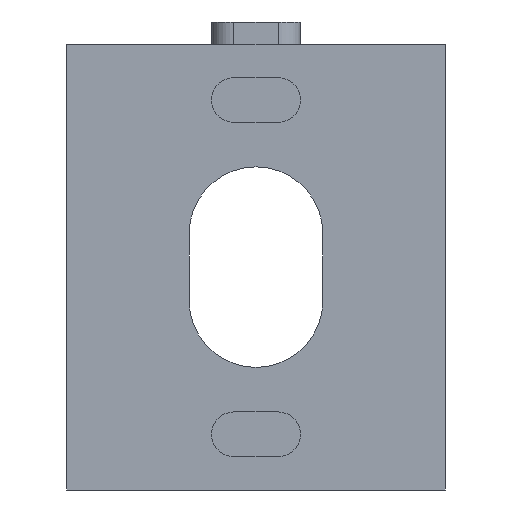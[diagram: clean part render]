
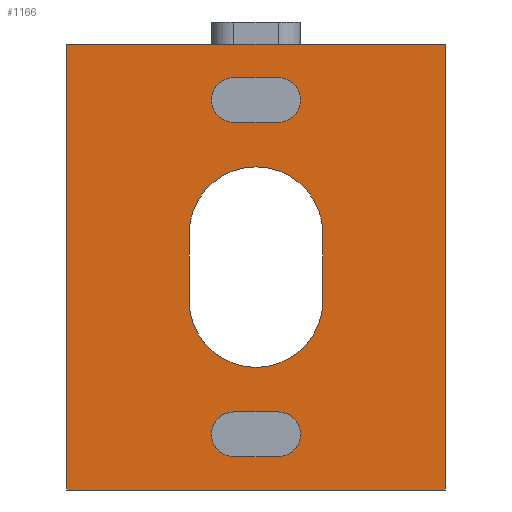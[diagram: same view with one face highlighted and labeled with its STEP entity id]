
A CAD part, front view. The second image highlights one B-rep face of the part: STEP entity #1166.
In plain terms, the highlighted planar face has unit normal (0, -1, 0).
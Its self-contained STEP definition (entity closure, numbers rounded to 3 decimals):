
#14 = EDGE_CURVE ( 'NONE', #494, #115, #938, .T. ) ;
#50 = VERTEX_POINT ( 'NONE', #722 ) ;
#54 = DIRECTION ( 'NONE',  ( 0., -1., 0. ) ) ;
#58 = ORIENTED_EDGE ( 'NONE', *, *, #1146, .T. ) ;
#72 = EDGE_LOOP ( 'NONE', ( #1318, #58, #331, #668 ) ) ;
#82 = EDGE_CURVE ( 'NONE', #212, #50, #623, .T. ) ;
#83 = LINE ( 'NONE', #1375, #223 ) ;
#92 = VERTEX_POINT ( 'NONE', #1379 ) ;
#94 = DIRECTION ( 'NONE',  ( 0., 0., 1. ) ) ;
#103 = AXIS2_PLACEMENT_3D ( 'NONE', #671, #562, #94 ) ;
#113 = VERTEX_POINT ( 'NONE', #610 ) ;
#115 = VERTEX_POINT ( 'NONE', #818 ) ;
#130 = VERTEX_POINT ( 'NONE', #842 ) ;
#138 = DIRECTION ( 'NONE',  ( 1., 0., 0. ) ) ;
#146 = EDGE_CURVE ( 'NONE', #1461, #979, #568, .T. ) ;
#160 = DIRECTION ( 'NONE',  ( -1., 0., 0. ) ) ;
#163 = DIRECTION ( 'NONE',  ( -1., 0., 0. ) ) ;
#177 = DIRECTION ( 'NONE',  ( 0., -1., 0. ) ) ;
#181 = CARTESIAN_POINT ( 'NONE',  ( 7.5, 0., -18.5 ) ) ;
#201 = CARTESIAN_POINT ( 'NONE',  ( 17., 0., 0. ) ) ;
#212 = VERTEX_POINT ( 'NONE', #332 ) ;
#223 = VECTOR ( 'NONE', #138, 1000. ) ;
#225 = CIRCLE ( 'NONE', #998, 1. ) ;
#245 = EDGE_CURVE ( 'NONE', #762, #113, #476, .T. ) ;
#270 = AXIS2_PLACEMENT_3D ( 'NONE', #274, #732, #1397 ) ;
#273 = CARTESIAN_POINT ( 'NONE',  ( 8.5, 0., -11.5 ) ) ;
#274 = CARTESIAN_POINT ( 'NONE',  ( 8.5, 0., -8.5 ) ) ;
#276 = DIRECTION ( 'NONE',  ( 0., 0., -1. ) ) ;
#298 = CARTESIAN_POINT ( 'NONE',  ( 7.5, 0., -2.5 ) ) ;
#310 = VERTEX_POINT ( 'NONE', #561 ) ;
#314 = DIRECTION ( 'NONE',  ( 0., 0., -1. ) ) ;
#331 = ORIENTED_EDGE ( 'NONE', *, *, #146, .F. ) ;
#332 = CARTESIAN_POINT ( 'NONE',  ( 11.5, 0., -8.5 ) ) ;
#347 = EDGE_CURVE ( 'NONE', #1181, #1326, #1396, .T. ) ;
#390 = VECTOR ( 'NONE', #276, 1000. ) ;
#405 = CIRCLE ( 'NONE', #1444, 3. ) ;
#409 = EDGE_LOOP ( 'NONE', ( #1341, #1093, #684, #1280 ) ) ;
#410 = CARTESIAN_POINT ( 'NONE',  ( 9.5, 0., -16.5 ) ) ;
#436 = VERTEX_POINT ( 'NONE', #1244 ) ;
#437 = CARTESIAN_POINT ( 'NONE',  ( 0., 0., 0. ) ) ;
#440 = DIRECTION ( 'NONE',  ( 0., 0., -1. ) ) ;
#444 = FACE_BOUND ( 'NONE', #1472, .T. ) ;
#465 = VERTEX_POINT ( 'NONE', #579 ) ;
#476 = LINE ( 'NONE', #650, #1335 ) ;
#479 = DIRECTION ( 'NONE',  ( 0., -1., 0. ) ) ;
#489 = EDGE_CURVE ( 'NONE', #853, #92, #1057, .T. ) ;
#494 = VERTEX_POINT ( 'NONE', #410 ) ;
#539 = CARTESIAN_POINT ( 'NONE',  ( 7.5, 0., -17.5 ) ) ;
#560 = CARTESIAN_POINT ( 'NONE',  ( 9.5, 0., -2.5 ) ) ;
#561 = CARTESIAN_POINT ( 'NONE',  ( 9.5, 0., -3.5 ) ) ;
#562 = DIRECTION ( 'NONE',  ( 0., 1., 0. ) ) ;
#563 = VECTOR ( 'NONE', #817, 1000. ) ;
#564 = FACE_BOUND ( 'NONE', #72, .T. ) ;
#566 = CARTESIAN_POINT ( 'NONE',  ( 5.5, 0., -8.5 ) ) ;
#568 = LINE ( 'NONE', #181, #1398 ) ;
#579 = CARTESIAN_POINT ( 'NONE',  ( 7.5, 0., -1.5 ) ) ;
#596 = LINE ( 'NONE', #797, #563 ) ;
#604 = EDGE_CURVE ( 'NONE', #762, #853, #1025, .T. ) ;
#605 = CARTESIAN_POINT ( 'NONE',  ( 5.5, 0., -11.5 ) ) ;
#606 = ORIENTED_EDGE ( 'NONE', *, *, #82, .T. ) ;
#610 = CARTESIAN_POINT ( 'NONE',  ( 17., 0., -20. ) ) ;
#623 = LINE ( 'NONE', #1151, #663 ) ;
#643 = DIRECTION ( 'NONE',  ( 0., -1., 0. ) ) ;
#650 = CARTESIAN_POINT ( 'NONE',  ( 17., 0., 0. ) ) ;
#661 = DIRECTION ( 'NONE',  ( 0., 0., 1. ) ) ;
#663 = VECTOR ( 'NONE', #828, 1000. ) ;
#668 = ORIENTED_EDGE ( 'NONE', *, *, #1036, .F. ) ;
#671 = CARTESIAN_POINT ( 'NONE',  ( 2., 0., 0. ) ) ;
#673 = DIRECTION ( 'NONE',  ( 0., 0., 1. ) ) ;
#677 = EDGE_CURVE ( 'NONE', #436, #465, #1056, .T. ) ;
#683 = ORIENTED_EDGE ( 'NONE', *, *, #1264, .F. ) ;
#684 = ORIENTED_EDGE ( 'NONE', *, *, #1386, .F. ) ;
#703 = CARTESIAN_POINT ( 'NONE',  ( 7.5, 0., -18.5 ) ) ;
#722 = CARTESIAN_POINT ( 'NONE',  ( 11.5, 0., -11.5 ) ) ;
#723 = VECTOR ( 'NONE', #160, 1000. ) ;
#732 = DIRECTION ( 'NONE',  ( 0., -1., 0. ) ) ;
#756 = FACE_OUTER_BOUND ( 'NONE', #798, .T. ) ;
#762 = VERTEX_POINT ( 'NONE', #201 ) ;
#797 = CARTESIAN_POINT ( 'NONE',  ( 2., 0., -20. ) ) ;
#798 = EDGE_LOOP ( 'NONE', ( #1098, #852, #1143, #683 ) ) ;
#802 = CARTESIAN_POINT ( 'NONE',  ( 7.5, 0., -3.5 ) ) ;
#817 = DIRECTION ( 'NONE',  ( -1., 0., 0. ) ) ;
#818 = CARTESIAN_POINT ( 'NONE',  ( 7.5, 0., -16.5 ) ) ;
#821 = EDGE_CURVE ( 'NONE', #436, #310, #1125, .T. ) ;
#828 = DIRECTION ( 'NONE',  ( 0., 0., -1. ) ) ;
#842 = CARTESIAN_POINT ( 'NONE',  ( 8.5, 0., -14.5 ) ) ;
#852 = ORIENTED_EDGE ( 'NONE', *, *, #604, .T. ) ;
#853 = VERTEX_POINT ( 'NONE', #437 ) ;
#864 = FACE_BOUND ( 'NONE', #409, .T. ) ;
#890 = CARTESIAN_POINT ( 'NONE',  ( 9.5, 0., -17.5 ) ) ;
#902 = CIRCLE ( 'NONE', #270, 3. ) ;
#911 = ORIENTED_EDGE ( 'NONE', *, *, #999, .F. ) ;
#912 = AXIS2_PLACEMENT_3D ( 'NONE', #560, #1102, #314 ) ;
#915 = CARTESIAN_POINT ( 'NONE',  ( 7.5, 0., -16.5 ) ) ;
#927 = AXIS2_PLACEMENT_3D ( 'NONE', #890, #1432, #673 ) ;
#938 = LINE ( 'NONE', #915, #1178 ) ;
#979 = VERTEX_POINT ( 'NONE', #1160 ) ;
#983 = DIRECTION ( 'NONE',  ( 0., 0., -1. ) ) ;
#998 = AXIS2_PLACEMENT_3D ( 'NONE', #539, #177, #661 ) ;
#999 = EDGE_CURVE ( 'NONE', #212, #1181, #902, .T. ) ;
#1001 = EDGE_CURVE ( 'NONE', #1326, #130, #405, .T. ) ;
#1016 = DIRECTION ( 'NONE',  ( 0., 0., -1. ) ) ;
#1025 = LINE ( 'NONE', #1393, #1156 ) ;
#1036 = EDGE_CURVE ( 'NONE', #115, #1461, #225, .T. ) ;
#1052 = AXIS2_PLACEMENT_3D ( 'NONE', #273, #479, #1366 ) ;
#1056 = LINE ( 'NONE', #1314, #723 ) ;
#1057 = LINE ( 'NONE', #1408, #390 ) ;
#1068 = AXIS2_PLACEMENT_3D ( 'NONE', #298, #643, #1094 ) ;
#1072 = EDGE_CURVE ( 'NONE', #465, #1277, #1155, .T. ) ;
#1093 = ORIENTED_EDGE ( 'NONE', *, *, #821, .T. ) ;
#1094 = DIRECTION ( 'NONE',  ( 0., 0., -1. ) ) ;
#1098 = ORIENTED_EDGE ( 'NONE', *, *, #245, .F. ) ;
#1102 = DIRECTION ( 'NONE',  ( 0., 1., 0. ) ) ;
#1110 = VECTOR ( 'NONE', #1016, 1000. ) ;
#1118 = ORIENTED_EDGE ( 'NONE', *, *, #1001, .F. ) ;
#1125 = CIRCLE ( 'NONE', #912, 1. ) ;
#1143 = ORIENTED_EDGE ( 'NONE', *, *, #489, .T. ) ;
#1146 = EDGE_CURVE ( 'NONE', #494, #979, #1452, .T. ) ;
#1151 = CARTESIAN_POINT ( 'NONE',  ( 11.5, 0., -8.5 ) ) ;
#1155 = CIRCLE ( 'NONE', #1068, 1. ) ;
#1156 = VECTOR ( 'NONE', #163, 1000. ) ;
#1160 = CARTESIAN_POINT ( 'NONE',  ( 9.5, 0., -18.5 ) ) ;
#1163 = ORIENTED_EDGE ( 'NONE', *, *, #347, .F. ) ;
#1166 = ADVANCED_FACE ( 'NONE', ( #864, #444, #564, #756 ), #1447, .F. ) ;
#1178 = VECTOR ( 'NONE', #1248, 1000. ) ;
#1181 = VERTEX_POINT ( 'NONE', #566 ) ;
#1244 = CARTESIAN_POINT ( 'NONE',  ( 9.5, 0., -1.5 ) ) ;
#1248 = DIRECTION ( 'NONE',  ( -1., 0., 0. ) ) ;
#1264 = EDGE_CURVE ( 'NONE', #113, #92, #596, .T. ) ;
#1277 = VERTEX_POINT ( 'NONE', #802 ) ;
#1280 = ORIENTED_EDGE ( 'NONE', *, *, #1072, .F. ) ;
#1305 = DIRECTION ( 'NONE',  ( 1., 0., 0. ) ) ;
#1306 = CARTESIAN_POINT ( 'NONE',  ( 8.5, 0., -11.5 ) ) ;
#1314 = CARTESIAN_POINT ( 'NONE',  ( 7.5, 0., -1.5 ) ) ;
#1318 = ORIENTED_EDGE ( 'NONE', *, *, #14, .F. ) ;
#1326 = VERTEX_POINT ( 'NONE', #605 ) ;
#1335 = VECTOR ( 'NONE', #440, 1000. ) ;
#1337 = CARTESIAN_POINT ( 'NONE',  ( 5.5, 0., -8.5 ) ) ;
#1341 = ORIENTED_EDGE ( 'NONE', *, *, #677, .F. ) ;
#1343 = EDGE_CURVE ( 'NONE', #130, #50, #1410, .T. ) ;
#1366 = DIRECTION ( 'NONE',  ( 0., 0., -1. ) ) ;
#1375 = CARTESIAN_POINT ( 'NONE',  ( 7.5, 0., -3.5 ) ) ;
#1379 = CARTESIAN_POINT ( 'NONE',  ( 0., 0., -20. ) ) ;
#1386 = EDGE_CURVE ( 'NONE', #1277, #310, #83, .T. ) ;
#1393 = CARTESIAN_POINT ( 'NONE',  ( 2., 0., 0. ) ) ;
#1396 = LINE ( 'NONE', #1337, #1110 ) ;
#1397 = DIRECTION ( 'NONE',  ( 0., 0., -1. ) ) ;
#1398 = VECTOR ( 'NONE', #1305, 1000. ) ;
#1406 = ORIENTED_EDGE ( 'NONE', *, *, #1343, .F. ) ;
#1408 = CARTESIAN_POINT ( 'NONE',  ( 0., 0., 0. ) ) ;
#1410 = CIRCLE ( 'NONE', #1052, 3. ) ;
#1432 = DIRECTION ( 'NONE',  ( 0., 1., 0. ) ) ;
#1444 = AXIS2_PLACEMENT_3D ( 'NONE', #1306, #54, #983 ) ;
#1447 = PLANE ( 'NONE',  #103 ) ;
#1452 = CIRCLE ( 'NONE', #927, 1. ) ;
#1461 = VERTEX_POINT ( 'NONE', #703 ) ;
#1472 = EDGE_LOOP ( 'NONE', ( #911, #606, #1406, #1118, #1163 ) ) ;
